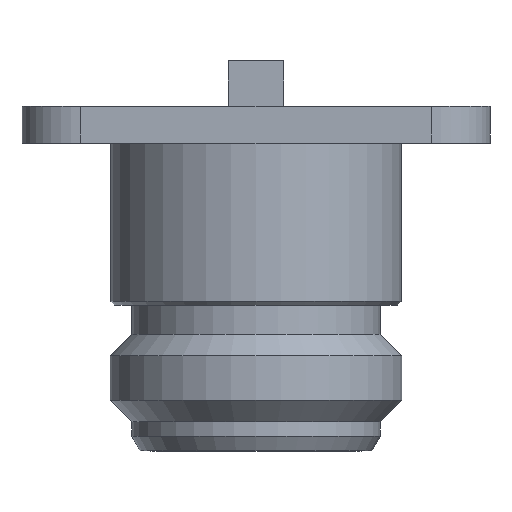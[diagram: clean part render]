
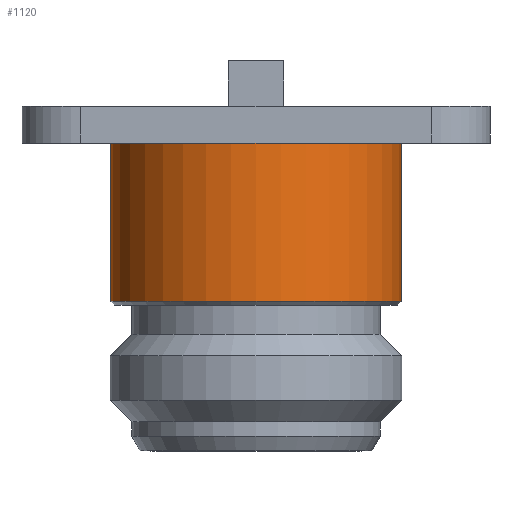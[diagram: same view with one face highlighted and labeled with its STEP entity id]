
A CAD part, front view. The second image highlights one B-rep face of the part: STEP entity #1120.
In plain terms, the highlighted cylindrical face has radius 7.875 mm (diameter 15.75 mm), a partial arc.
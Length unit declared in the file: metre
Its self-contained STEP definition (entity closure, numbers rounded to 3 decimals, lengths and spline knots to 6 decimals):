
#44 = DIRECTION ( 'NONE',  ( -1., 0., 0. ) ) ;
#55 = CARTESIAN_POINT ( 'NONE',  ( 0.007875, 0., -0.01059 ) ) ;
#68 = VECTOR ( 'NONE', #2121, 1. ) ;
#123 = LINE ( 'NONE', #1734, #68 ) ;
#149 = CIRCLE ( 'NONE', #870, 0.007875 ) ;
#182 = VERTEX_POINT ( 'NONE', #531 ) ;
#259 = VECTOR ( 'NONE', #927, 1. ) ;
#270 = ORIENTED_EDGE ( 'NONE', *, *, #1992, .T. ) ;
#414 = ORIENTED_EDGE ( 'NONE', *, *, #1115, .T. ) ;
#444 = DIRECTION ( 'NONE',  ( 0., 0., -1. ) ) ;
#483 = AXIS2_PLACEMENT_3D ( 'NONE', #1907, #1118, #2298 ) ;
#531 = CARTESIAN_POINT ( 'NONE',  ( -0.007875, 0., -0.01059 ) ) ;
#580 = CARTESIAN_POINT ( 'NONE',  ( 0.007875, 0., -0.002 ) ) ;
#677 = CIRCLE ( 'NONE', #1899, 0.007875 ) ;
#704 = CYLINDRICAL_SURFACE ( 'NONE', #483, 0.007875 ) ;
#750 = CARTESIAN_POINT ( 'NONE',  ( -0.007875, 0., -0.002 ) ) ;
#814 = EDGE_CURVE ( 'NONE', #182, #2006, #677, .T. ) ;
#870 = AXIS2_PLACEMENT_3D ( 'NONE', #1622, #444, #1816 ) ;
#927 = DIRECTION ( 'NONE',  ( 0., 0., -1. ) ) ;
#955 = ORIENTED_EDGE ( 'NONE', *, *, #1186, .F. ) ;
#1115 = EDGE_CURVE ( 'NONE', #2437, #182, #2270, .T. ) ;
#1118 = DIRECTION ( 'NONE',  ( 0., 0., -1. ) ) ;
#1120 = ADVANCED_FACE ( 'NONE', ( #1874 ), #704, .T. ) ;
#1186 = EDGE_CURVE ( 'NONE', #1242, #2006, #123, .T. ) ;
#1218 = DIRECTION ( 'NONE',  ( 0., 0., 1. ) ) ;
#1242 = VERTEX_POINT ( 'NONE', #580 ) ;
#1447 = EDGE_LOOP ( 'NONE', ( #955, #270, #414, #1741 ) ) ;
#1622 = CARTESIAN_POINT ( 'NONE',  ( 0., 0., -0.002 ) ) ;
#1734 = CARTESIAN_POINT ( 'NONE',  ( 0.007875, 0., -0.0187 ) ) ;
#1741 = ORIENTED_EDGE ( 'NONE', *, *, #814, .T. ) ;
#1816 = DIRECTION ( 'NONE',  ( -1., 0., 0. ) ) ;
#1874 = FACE_OUTER_BOUND ( 'NONE', #1447, .T. ) ;
#1899 = AXIS2_PLACEMENT_3D ( 'NONE', #2393, #1218, #44 ) ;
#1907 = CARTESIAN_POINT ( 'NONE',  ( 0., 0., -0.0187 ) ) ;
#1992 = EDGE_CURVE ( 'NONE', #1242, #2437, #149, .T. ) ;
#2006 = VERTEX_POINT ( 'NONE', #55 ) ;
#2091 = CARTESIAN_POINT ( 'NONE',  ( -0.007875, 0., -0.0187 ) ) ;
#2121 = DIRECTION ( 'NONE',  ( 0., 0., -1. ) ) ;
#2270 = LINE ( 'NONE', #2091, #259 ) ;
#2298 = DIRECTION ( 'NONE',  ( -1., 0., 0. ) ) ;
#2393 = CARTESIAN_POINT ( 'NONE',  ( 0., 0., -0.01059 ) ) ;
#2437 = VERTEX_POINT ( 'NONE', #750 ) ;
